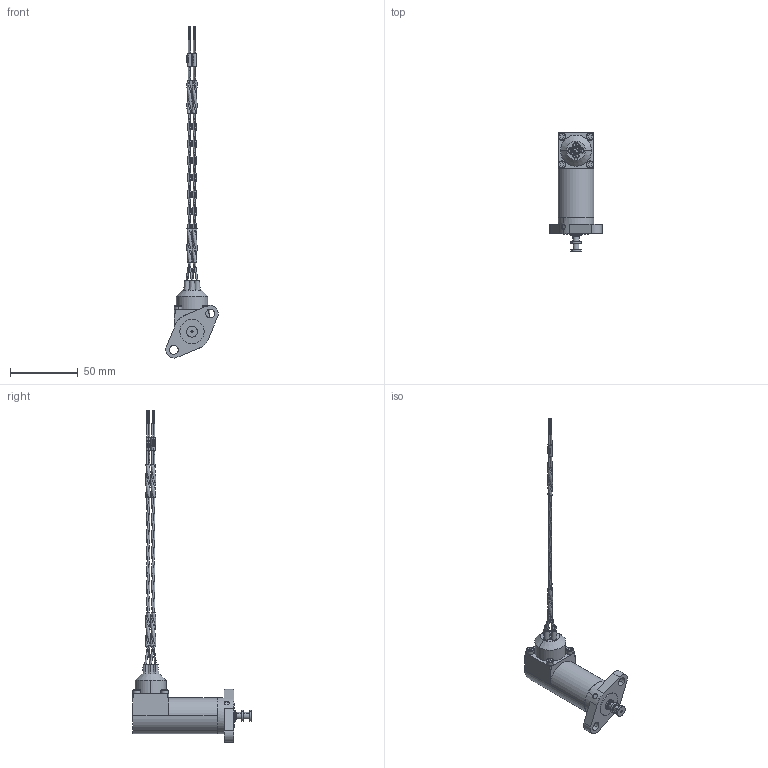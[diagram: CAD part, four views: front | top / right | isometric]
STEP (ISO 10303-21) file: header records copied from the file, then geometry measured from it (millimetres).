
FILE_DESCRIPTION(('Creo Elements/Direct Modeling STEP Export'),'2;1');
FILE_NAME('PR3915.stp','2019-11-19T14:23:22',(''),(''),'Creo Elements/Direct Modeling STEP processor for AP214 (Solid Model)','Creo Elements/Direct Modeling 20.1B 02-Apr-2019 (C) Parametric Technology GmbH','');
FILE_SCHEMA(('AUTOMOTIVE_DESIGN { 1 0 10303 214 1 1 1 1 }'));
Length unit declared in the file: millimetre
Products named in the file (2): PR3915(MK3); PR3915.stp
Assembly tree (1 placements, depth 2):
  PR3915.stp
    PR3915(MK3)
Bounding box: 38.85 x 87.8 x 245.53 mm (x, y, z)
Volume: 55148.2 mm3; surface area: 16437 mm2
Topology: 1 solids, 15 shells, 593 faces, 1493 edges, 974 vertices
Faces by surface type: plane 309, cylinder 154, bspline 62, cone 40, torus 20, extrusion 8
Entity records: 105778 total; most frequent: CARTESIAN_POINT 91209, ORIENTED_EDGE 2946, DIRECTION 2500, EDGE_CURVE 1473, VERTEX_POINT 974, AXIS2_PLACEMENT_3D 910, EDGE_LOOP 693, VECTOR 680
